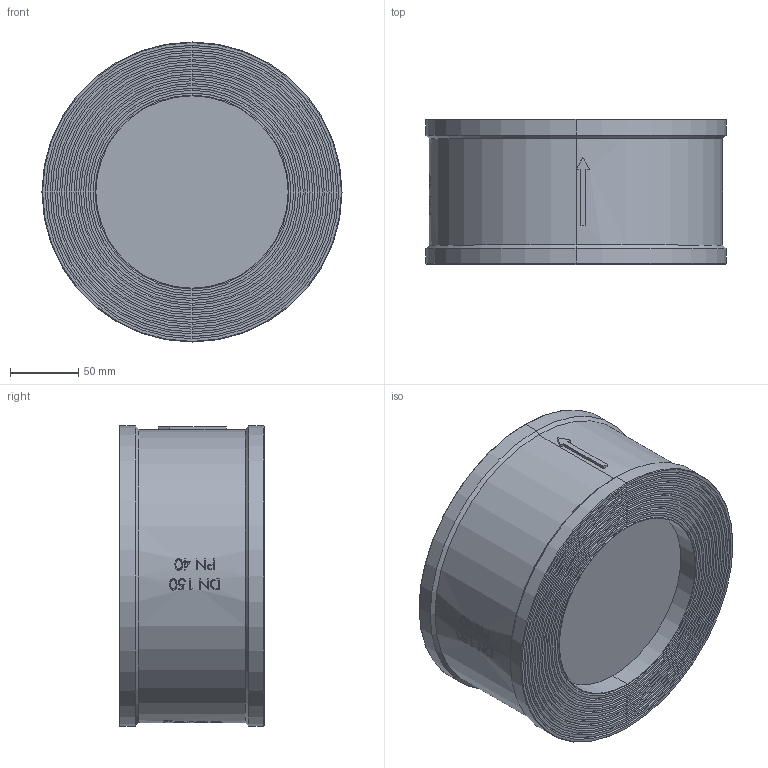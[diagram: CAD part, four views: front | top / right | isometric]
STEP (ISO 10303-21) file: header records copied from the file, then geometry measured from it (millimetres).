
FILE_DESCRIPTION (( 'STEP AP214' ), '1' );
FILE_NAME ('RV110-DN150-PN40-Disco-Rückschlagventil-Fergo.STEP', '2022-11-03T14:23:55', ( '' ), ( '' ), 'SwSTEP 2.0', 'SolidWorks 2022', '' );
FILE_SCHEMA (( 'AUTOMOTIVE_DESIGN' ));
Length unit declared in the file: millimetre
Products named in the file (1): RV110-DN150-PN40-Disco-Rückschlagventil-Fergo
Bounding box: 220 x 106 x 220 mm (x, y, z)
Volume: 3530311.3 mm3; surface area: 174202.2 mm2
Topology: 1 solids, 1 shells, 127 faces, 412 edges, 339 vertices
Faces by surface type: cylinder 45, torus 40, plane 36, cone 4, bspline 2
Entity records: 9364 total; most frequent: CARTESIAN_POINT 5795, ORIENTED_EDGE 824, DIRECTION 606, EDGE_CURVE 412, VERTEX_POINT 339, AXIS2_PLACEMENT_3D 280, B_SPLINE_CURVE_WITH_KNOTS 212, EDGE_LOOP 179
